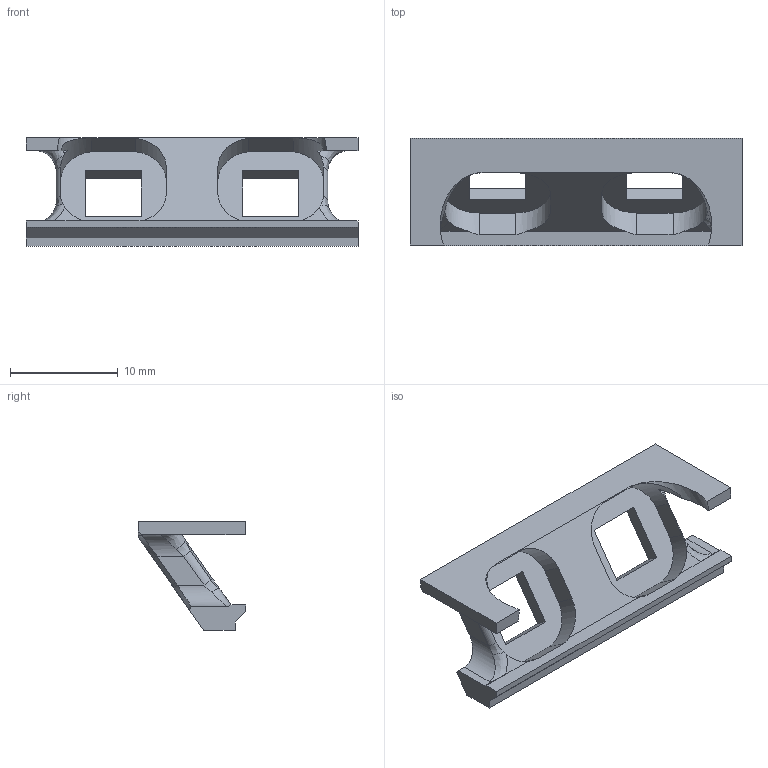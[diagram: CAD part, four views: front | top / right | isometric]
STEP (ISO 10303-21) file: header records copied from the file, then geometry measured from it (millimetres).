
FILE_DESCRIPTION(/* description */ (''),/* implementation_level */ '2;1');
FILE_NAME(/* name */ 'NeoPixel_Mount.step',/* time_stamp */ '2025-04-22T18:25:49+03:00',/* author */ (''),/* organization */ (''),/* preprocessor_version */ 'ST-DEVELOPER v20.1',/* originating_system */ 'Autodesk Translation Framework v14.4.0.0',/* authorisation */ '');
FILE_SCHEMA (('AUTOMOTIVE_DESIGN { 1 0 10303 214 3 1 1 }'));
Length unit declared in the file: millimetre
Products named in the file (1): NeoPixel_Mount
Bounding box: 30.8 x 10 x 10.1 mm (x, y, z)
Volume: 746.3 mm3; surface area: 1193.4 mm2
Topology: 1 solids, 1 shells, 85 faces, 235 edges, 152 vertices
Faces by surface type: plane 51, bspline 16, cylinder 16, cone 2
Entity records: 3246 total; most frequent: CARTESIAN_POINT 1086, ORIENTED_EDGE 470, DIRECTION 403, EDGE_CURVE 235, VERTEX_POINT 152, LINE 143, VECTOR 143, AXIS2_PLACEMENT_3D 130
